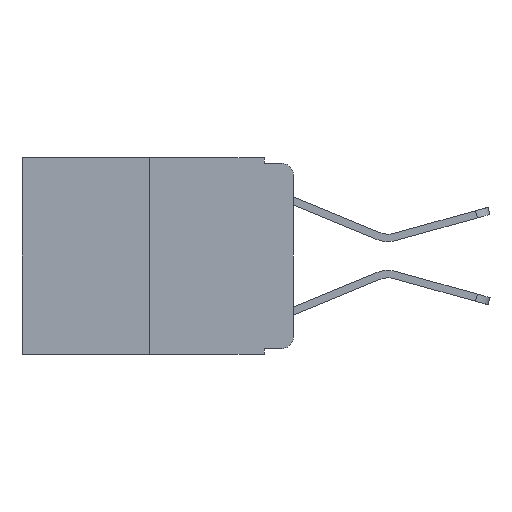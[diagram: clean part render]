
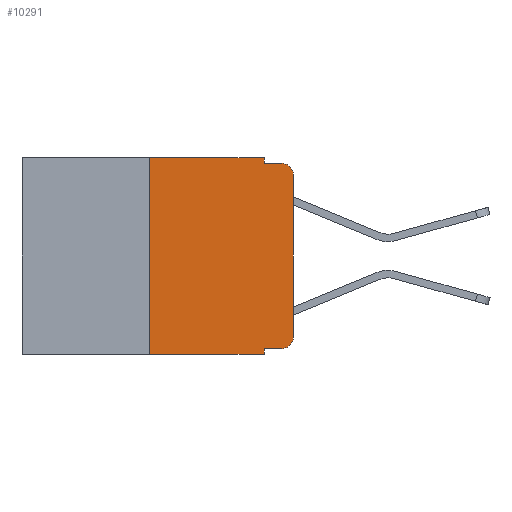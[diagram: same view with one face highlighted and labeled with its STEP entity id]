
A CAD part, left-side view. The second image highlights one B-rep face of the part: STEP entity #10291.
In plain terms, the highlighted planar face has unit normal (-1, 0, 0).
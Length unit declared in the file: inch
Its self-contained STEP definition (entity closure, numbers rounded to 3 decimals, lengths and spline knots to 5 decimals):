
#109 = VERTEX_POINT ( 'NONE', #9841 ) ;
#127 = EDGE_CURVE ( 'NONE', #8306, #10458, #9399, .T. ) ;
#391 = VERTEX_POINT ( 'NONE', #3356 ) ;
#426 = VERTEX_POINT ( 'NONE', #1045 ) ;
#483 = CARTESIAN_POINT ( 'NONE',  ( 0., 0.473, 0. ) ) ;
#546 = ORIENTED_EDGE ( 'NONE', *, *, #10209, .T. ) ;
#993 = VECTOR ( 'NONE', #5696, 39.37008 ) ;
#1045 = CARTESIAN_POINT ( 'NONE',  ( 0., 0.02, -0.333 ) ) ;
#1213 = DIRECTION ( 'NONE',  ( 0., 0., 1. ) ) ;
#1301 = ORIENTED_EDGE ( 'NONE', *, *, #13555, .T. ) ;
#1751 = DIRECTION ( 'NONE',  ( 0., -1., 0. ) ) ;
#1752 = CARTESIAN_POINT ( 'NONE',  ( 0., 0.051, 0. ) ) ;
#2297 = EDGE_LOOP ( 'NONE', ( #5278, #13621, #5095, #13209, #7831, #8664, #8629, #11758, #546, #1301 ) ) ;
#2964 = VECTOR ( 'NONE', #5174, 39.37008 ) ;
#3356 = CARTESIAN_POINT ( 'NONE',  ( 0., 0.25, 0. ) ) ;
#3363 = DIRECTION ( 'NONE',  ( 0., 0., -1. ) ) ;
#3413 = CARTESIAN_POINT ( 'NONE',  ( 0., 0.051, -0.01 ) ) ;
#3495 = VECTOR ( 'NONE', #1213, 39.37008 ) ;
#3510 = AXIS2_PLACEMENT_3D ( 'NONE', #483, #5921, #12402 ) ;
#3538 = CARTESIAN_POINT ( 'NONE',  ( 0., 0.051, -0.333 ) ) ;
#3673 = CARTESIAN_POINT ( 'NONE',  ( 0., 0., -0.313 ) ) ;
#3698 = LINE ( 'NONE', #3538, #993 ) ;
#3943 = CARTESIAN_POINT ( 'NONE',  ( 0., 0.051, -0.343 ) ) ;
#3951 = CARTESIAN_POINT ( 'NONE',  ( 0., 0.02, -0.03 ) ) ;
#4415 = LINE ( 'NONE', #3413, #13818 ) ;
#4534 = EDGE_CURVE ( 'NONE', #109, #13985, #4415, .T. ) ;
#4535 = VERTEX_POINT ( 'NONE', #7802 ) ;
#4691 = AXIS2_PLACEMENT_3D ( 'NONE', #3951, #4903, #11601 ) ;
#4807 = LINE ( 'NONE', #7134, #7381 ) ;
#4903 = DIRECTION ( 'NONE',  ( -1., 0., 0. ) ) ;
#4937 = EDGE_CURVE ( 'NONE', #391, #13177, #11767, .T. ) ;
#5095 = ORIENTED_EDGE ( 'NONE', *, *, #4534, .F. ) ;
#5174 = DIRECTION ( 'NONE',  ( 0., 0., -1. ) ) ;
#5278 = ORIENTED_EDGE ( 'NONE', *, *, #13599, .T. ) ;
#5696 = DIRECTION ( 'NONE',  ( 0., -1., 0. ) ) ;
#5893 = DIRECTION ( 'NONE',  ( 0., -1., 0. ) ) ;
#5921 = DIRECTION ( 'NONE',  ( 1., 0., 0. ) ) ;
#6545 = LINE ( 'NONE', #7462, #2964 ) ;
#6560 = CARTESIAN_POINT ( 'NONE',  ( 0., 0.25, -0.343 ) ) ;
#6688 = CARTESIAN_POINT ( 'NONE',  ( 0., 0., 0. ) ) ;
#6977 = CARTESIAN_POINT ( 'NONE',  ( 0., 0.473, 0. ) ) ;
#7134 = CARTESIAN_POINT ( 'NONE',  ( 0., 0.25, 0. ) ) ;
#7194 = CARTESIAN_POINT ( 'NONE',  ( 0., 0.473, -0.343 ) ) ;
#7381 = VECTOR ( 'NONE', #8292, 39.37008 ) ;
#7394 = VECTOR ( 'NONE', #1751, 39.37008 ) ;
#7462 = CARTESIAN_POINT ( 'NONE',  ( 0., 0.051, 0. ) ) ;
#7568 = CIRCLE ( 'NONE', #4691, 0.02 ) ;
#7802 = CARTESIAN_POINT ( 'NONE',  ( 0., 0., -0.03 ) ) ;
#7831 = ORIENTED_EDGE ( 'NONE', *, *, #4937, .F. ) ;
#7848 = DIRECTION ( 'NONE',  ( 0., -1., 0. ) ) ;
#8240 = VERTEX_POINT ( 'NONE', #6560 ) ;
#8292 = DIRECTION ( 'NONE',  ( 0., 0., 1. ) ) ;
#8306 = VERTEX_POINT ( 'NONE', #12998 ) ;
#8575 = VERTEX_POINT ( 'NONE', #3673 ) ;
#8629 = ORIENTED_EDGE ( 'NONE', *, *, #12292, .T. ) ;
#8644 = FACE_OUTER_BOUND ( 'NONE', #2297, .T. ) ;
#8664 = ORIENTED_EDGE ( 'NONE', *, *, #12684, .F. ) ;
#8855 = VECTOR ( 'NONE', #5893, 39.37008 ) ;
#8895 = VECTOR ( 'NONE', #13595, 39.37008 ) ;
#9248 = PLANE ( 'NONE',  #3510 ) ;
#9399 = LINE ( 'NONE', #1752, #8895 ) ;
#9841 = CARTESIAN_POINT ( 'NONE',  ( 0., 0.051, -0.01 ) ) ;
#9980 = CARTESIAN_POINT ( 'NONE',  ( 0., 0.02, -0.313 ) ) ;
#10209 = EDGE_CURVE ( 'NONE', #8306, #426, #3698, .T. ) ;
#10291 = ADVANCED_FACE ( 'NONE', ( #8644 ), #9248, .F. ) ;
#10458 = VERTEX_POINT ( 'NONE', #3943 ) ;
#11601 = DIRECTION ( 'NONE',  ( 0., 0., -1. ) ) ;
#11652 = CARTESIAN_POINT ( 'NONE',  ( 0., 0.02, -0.01 ) ) ;
#11681 = LINE ( 'NONE', #7194, #7394 ) ;
#11758 = ORIENTED_EDGE ( 'NONE', *, *, #127, .F. ) ;
#11767 = LINE ( 'NONE', #6977, #8855 ) ;
#11834 = AXIS2_PLACEMENT_3D ( 'NONE', #9980, #12046, #3363 ) ;
#12046 = DIRECTION ( 'NONE',  ( -1., 0., 0. ) ) ;
#12292 = EDGE_CURVE ( 'NONE', #8240, #10458, #11681, .T. ) ;
#12402 = DIRECTION ( 'NONE',  ( 0., 0., -1. ) ) ;
#12543 = LINE ( 'NONE', #6688, #3495 ) ;
#12564 = CARTESIAN_POINT ( 'NONE',  ( 0., 0.051, 0. ) ) ;
#12684 = EDGE_CURVE ( 'NONE', #8240, #391, #4807, .T. ) ;
#12998 = CARTESIAN_POINT ( 'NONE',  ( 0., 0.051, -0.333 ) ) ;
#13177 = VERTEX_POINT ( 'NONE', #12564 ) ;
#13209 = ORIENTED_EDGE ( 'NONE', *, *, #14116, .F. ) ;
#13555 = EDGE_CURVE ( 'NONE', #426, #8575, #13957, .T. ) ;
#13595 = DIRECTION ( 'NONE',  ( 0., 0., -1. ) ) ;
#13599 = EDGE_CURVE ( 'NONE', #8575, #4535, #12543, .T. ) ;
#13621 = ORIENTED_EDGE ( 'NONE', *, *, #13877, .T. ) ;
#13818 = VECTOR ( 'NONE', #7848, 39.37008 ) ;
#13877 = EDGE_CURVE ( 'NONE', #4535, #13985, #7568, .T. ) ;
#13957 = CIRCLE ( 'NONE', #11834, 0.02 ) ;
#13985 = VERTEX_POINT ( 'NONE', #11652 ) ;
#14116 = EDGE_CURVE ( 'NONE', #13177, #109, #6545, .T. ) ;
